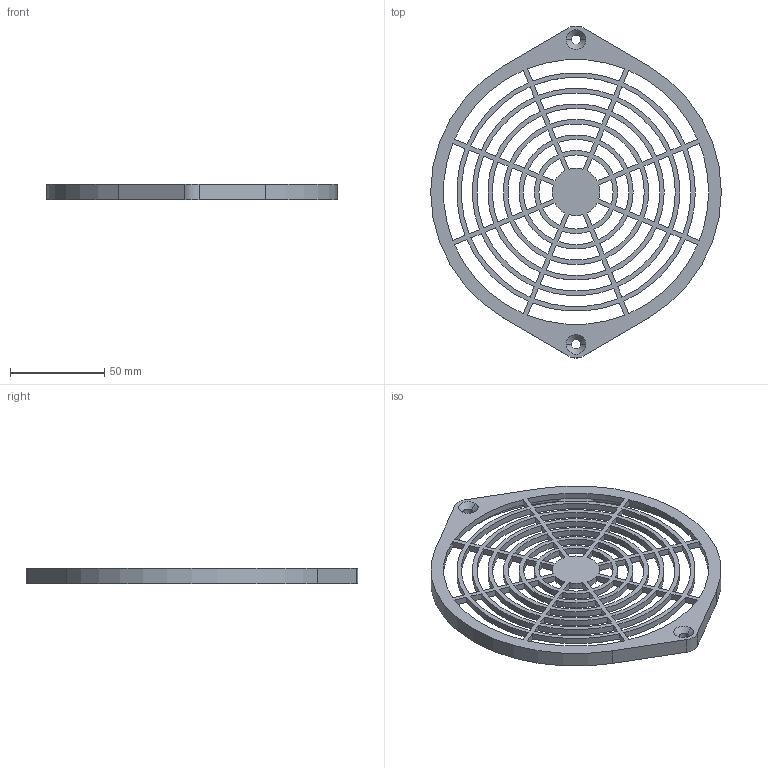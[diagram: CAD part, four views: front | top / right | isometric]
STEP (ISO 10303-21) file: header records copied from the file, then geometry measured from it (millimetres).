
FILE_DESCRIPTION (( 'STEP AP214' ), '1' );
FILE_NAME ('09650-G.STEP', '2018-05-16T01:09:25', ( '' ), ( '' ), 'SwSTEP 2.0', 'SolidWorks 2016', '' );
FILE_SCHEMA (( 'AUTOMOTIVE_DESIGN' ));
Length unit declared in the file: millimetre
Products named in the file (1): 09650-G
Bounding box: 154 x 175.96 x 8.2 mm (x, y, z)
Volume: 37268.1 mm3; surface area: 38174.7 mm2
Topology: 1 solids, 1 shells, 276 faces, 811 edges, 538 vertices
Faces by surface type: cylinder 137, plane 127, cone 12
Entity records: 9531 total; most frequent: DIRECTION 1659, CARTESIAN_POINT 1626, ORIENTED_EDGE 1622, EDGE_CURVE 811, AXIS2_PLACEMENT_3D 571, VERTEX_POINT 538, LINE 517, VECTOR 517
